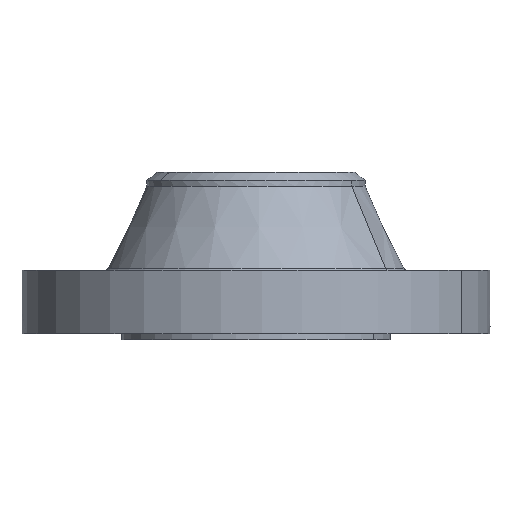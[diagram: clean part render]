
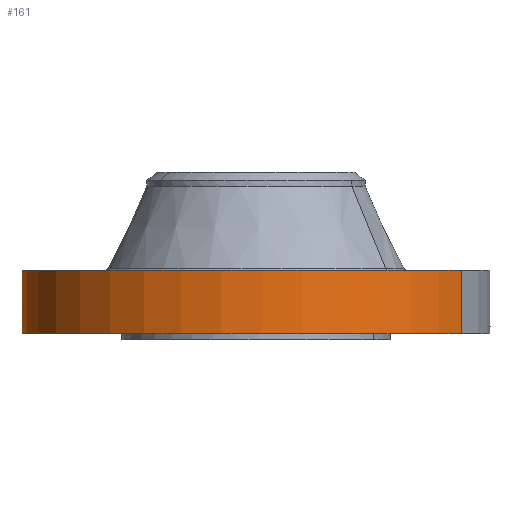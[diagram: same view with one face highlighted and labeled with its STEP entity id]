
A CAD part, left-side view. The second image highlights one B-rep face of the part: STEP entity #161.
In plain terms, the highlighted cylindrical face has radius 234.95 mm (diameter 469.9 mm), a partial arc.
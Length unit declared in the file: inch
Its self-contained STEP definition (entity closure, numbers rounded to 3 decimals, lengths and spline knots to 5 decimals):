
#38=AXIS2_PLACEMENT_3D('Cylinder Axis2P3D',#35,#36,#37) ;
#42=AXIS2_PLACEMENT_3D('Circle Axis2P3D',#40,#41,$) ;
#58=AXIS2_PLACEMENT_3D('Circle Axis2P3D',#56,#57,$) ;
#35=CARTESIAN_POINT('Axis2P3D Location',(0.,0.,3.315)) ;
#40=CARTESIAN_POINT('Axis2P3D Location',(0.,0.,0.25)) ;
#44=CARTESIAN_POINT('Vertex',(-4.43469,-8.11764,0.25)) ;
#46=CARTESIAN_POINT('Vertex',(4.43469,8.11764,0.25)) ;
#49=CARTESIAN_POINT('Line Origine',(-4.43469,-8.11764,1.5)) ;
#53=CARTESIAN_POINT('Vertex',(-4.43469,-8.11764,2.75)) ;
#56=CARTESIAN_POINT('Axis2P3D Location',(0.,0.,2.75)) ;
#60=CARTESIAN_POINT('Vertex',(4.43469,8.11764,2.75)) ;
#63=CARTESIAN_POINT('Line Origine',(4.43469,8.11764,1.5)) ;
#75=CARTESIAN_POINT('Control Point',(-0.05771,9.24982,1.28938)) ;
#76=CARTESIAN_POINT('Control Point',(-0.03888,9.24994,1.29249)) ;
#77=CARTESIAN_POINT('Control Point',(-0.0198,9.25,1.29408)) ;
#78=CARTESIAN_POINT('Control Point',(-0.00072,9.25,1.29412)) ;
#79=CARTESIAN_POINT('Vertex',(-0.0577,9.24982,1.28938)) ;
#81=CARTESIAN_POINT('Vertex',(-0.00072,9.25,1.29412)) ;
#85=CARTESIAN_POINT('Control Point',(-0.0577,9.24982,1.28938)) ;
#86=CARTESIAN_POINT('Control Point',(-0.09724,9.24957,1.2846)) ;
#87=CARTESIAN_POINT('Control Point',(-0.13604,9.24907,1.27262)) ;
#88=CARTESIAN_POINT('Control Point',(-0.17168,9.24841,1.2543)) ;
#89=CARTESIAN_POINT('Vertex',(-0.17168,9.24841,1.2543)) ;
#93=CARTESIAN_POINT('Control Point',(-0.03036,9.24995,0.53114)) ;
#94=CARTESIAN_POINT('Control Point',(-0.08669,9.24977,0.5383)) ;
#95=CARTESIAN_POINT('Control Point',(-0.14143,9.24916,0.55591)) ;
#96=CARTESIAN_POINT('Control Point',(-0.19185,9.24818,0.58347)) ;
#97=CARTESIAN_POINT('Control Point',(-0.26509,9.24632,0.64289)) ;
#98=CARTESIAN_POINT('Control Point',(-0.31715,9.24459,0.71928)) ;
#99=CARTESIAN_POINT('Control Point',(-0.33423,9.24398,0.75195)) ;
#100=CARTESIAN_POINT('Control Point',(-0.36816,9.2427,0.84021)) ;
#101=CARTESIAN_POINT('Control Point',(-0.37521,9.24238,0.93444)) ;
#102=CARTESIAN_POINT('Control Point',(-0.36908,9.24264,0.992)) ;
#103=CARTESIAN_POINT('Control Point',(-0.33963,9.24384,1.09109)) ;
#104=CARTESIAN_POINT('Control Point',(-0.28007,9.24582,1.17422)) ;
#105=CARTESIAN_POINT('Control Point',(-0.24811,9.24677,1.20684)) ;
#106=CARTESIAN_POINT('Control Point',(-0.21151,9.24767,1.23382)) ;
#107=CARTESIAN_POINT('Control Point',(-0.17168,9.24841,1.2543)) ;
#108=CARTESIAN_POINT('Vertex',(-0.03036,9.24995,0.53114)) ;
#112=CARTESIAN_POINT('Control Point',(-0.03036,9.24995,0.53114)) ;
#113=CARTESIAN_POINT('Control Point',(-0.02023,9.24998,0.53087)) ;
#114=CARTESIAN_POINT('Control Point',(-0.0101,9.25,0.53095)) ;
#115=CARTESIAN_POINT('Control Point',(0.,9.25,0.53137)) ;
#116=CARTESIAN_POINT('Vertex',(0.,9.25,0.53137)) ;
#120=CARTESIAN_POINT('Control Point',(0.1932,9.24798,0.58636)) ;
#121=CARTESIAN_POINT('Control Point',(0.14923,9.2489,0.56143)) ;
#122=CARTESIAN_POINT('Control Point',(0.10116,9.24963,0.54357)) ;
#123=CARTESIAN_POINT('Control Point',(0.05082,9.25,0.53353)) ;
#124=CARTESIAN_POINT('Control Point',(0.,9.25,0.53137)) ;
#125=CARTESIAN_POINT('Vertex',(0.1932,9.24798,0.58636)) ;
#129=CARTESIAN_POINT('Control Point',(0.1932,9.24798,0.58636)) ;
#130=CARTESIAN_POINT('Control Point',(0.22218,9.24738,0.6028)) ;
#131=CARTESIAN_POINT('Control Point',(0.2495,9.24669,0.62212)) ;
#132=CARTESIAN_POINT('Control Point',(0.27476,9.24596,0.64415)) ;
#133=CARTESIAN_POINT('Control Point',(0.34157,9.24383,0.71593)) ;
#134=CARTESIAN_POINT('Control Point',(0.38414,9.24206,0.80569)) ;
#135=CARTESIAN_POINT('Control Point',(0.39912,9.24137,0.87011)) ;
#136=CARTESIAN_POINT('Control Point',(0.39988,9.24138,0.98447)) ;
#137=CARTESIAN_POINT('Control Point',(0.3597,9.24303,1.08921)) ;
#138=CARTESIAN_POINT('Control Point',(0.3354,9.24398,1.13069)) ;
#139=CARTESIAN_POINT('Control Point',(0.26659,9.24637,1.21431)) ;
#140=CARTESIAN_POINT('Control Point',(0.17383,9.2486,1.26885)) ;
#141=CARTESIAN_POINT('Control Point',(0.11691,9.24955,1.28862)) ;
#142=CARTESIAN_POINT('Control Point',(0.05802,9.25,1.297)) ;
#143=CARTESIAN_POINT('Control Point',(-0.00003,9.25,1.29415)) ;
#144=CARTESIAN_POINT('Vertex',(-0.00003,9.25,1.29415)) ;
#148=CARTESIAN_POINT('Control Point',(-0.00072,9.25,1.29412)) ;
#149=CARTESIAN_POINT('Control Point',(-0.00037,9.25,1.29414)) ;
#150=CARTESIAN_POINT('Control Point',(-0.00003,9.25,1.29415)) ;
#36=DIRECTION('Axis2P3D Direction',(0.,0.,-0.039)) ;
#37=DIRECTION('Axis2P3D XDirection',(0.019,0.035,0.)) ;
#41=DIRECTION('Axis2P3D Direction',(0.,0.,-0.039)) ;
#50=DIRECTION('Vector Direction',(0.,0.,-0.039)) ;
#57=DIRECTION('Axis2P3D Direction',(0.,0.,-0.039)) ;
#64=DIRECTION('Vector Direction',(0.,0.,-0.039)) ;
#51=VECTOR('Line Direction',#50,0.03937) ;
#65=VECTOR('Line Direction',#64,0.03937) ;
#69=ORIENTED_EDGE('',*,*,#48,.F.) ;
#70=ORIENTED_EDGE('',*,*,#55,.T.) ;
#71=ORIENTED_EDGE('',*,*,#62,.T.) ;
#72=ORIENTED_EDGE('',*,*,#67,.F.) ;
#153=ORIENTED_EDGE('',*,*,#83,.F.) ;
#154=ORIENTED_EDGE('',*,*,#91,.T.) ;
#155=ORIENTED_EDGE('',*,*,#110,.F.) ;
#156=ORIENTED_EDGE('',*,*,#118,.T.) ;
#157=ORIENTED_EDGE('',*,*,#127,.F.) ;
#158=ORIENTED_EDGE('',*,*,#146,.T.) ;
#159=ORIENTED_EDGE('',*,*,#151,.F.) ;
#160=FACE_BOUND('',#152,.T.) ;
#161=ADVANCED_FACE('PartBody',(#73,#160),#39,.T.) ;
#74=B_SPLINE_CURVE_WITH_KNOTS('',3,(#75,#76,#77,#78),.UNSPECIFIED.,.F.,.U.,(4,4),(4.40401,6.52133),.UNSPECIFIED.) ;
#84=B_SPLINE_CURVE_WITH_KNOTS('',3,(#85,#86,#87,#88),.UNSPECIFIED.,.F.,.U.,(4,4),(0.,4.47508),.UNSPECIFIED.) ;
#92=B_SPLINE_CURVE_WITH_KNOTS('',5,(#93,#94,#95,#96,#97,#98,#99,#100,#101,#102,#103,#104,#105,#106,#107),.UNSPECIFIED.,.F.,.U.,(6,3,3,3,6),(0.,9.86881,16.44316,26.84713,35.18195),.UNSPECIFIED.) ;
#111=B_SPLINE_CURVE_WITH_KNOTS('',3,(#112,#113,#114,#115),.UNSPECIFIED.,.F.,.U.,(4,4),(0.,1.05612),.UNSPECIFIED.) ;
#119=B_SPLINE_CURVE_WITH_KNOTS('',4,(#120,#121,#122,#123,#124),.UNSPECIFIED.,.F.,.U.,(5,5),(0.,7.0816),.UNSPECIFIED.) ;
#128=B_SPLINE_CURVE_WITH_KNOTS('',5,(#129,#130,#131,#132,#133,#134,#135,#136,#137,#138,#139,#140,#141,#142,#143),.UNSPECIFIED.,.F.,.U.,(6,3,3,3,6),(0.,5.83481,17.11238,25.58844,36.43783),.UNSPECIFIED.) ;
#147=B_SPLINE_CURVE_WITH_KNOTS('',2,(#148,#149,#150),.UNSPECIFIED.,.F.,.U.,(3,3),(1.04307,1.06888),.UNSPECIFIED.) ;
#43=CIRCLE('generated circle',#42,9.25) ;
#59=CIRCLE('generated circle',#58,9.25) ;
#39=CYLINDRICAL_SURFACE('generated cylinder',#38,9.25) ;
#48=EDGE_CURVE('',#45,#47,#43,.T.) ;
#55=EDGE_CURVE('',#45,#54,#52,.F.) ;
#62=EDGE_CURVE('',#54,#61,#59,.T.) ;
#67=EDGE_CURVE('',#47,#61,#66,.F.) ;
#83=EDGE_CURVE('',#80,#82,#74,.T.) ;
#91=EDGE_CURVE('',#80,#90,#84,.T.) ;
#110=EDGE_CURVE('',#109,#90,#92,.T.) ;
#118=EDGE_CURVE('',#109,#117,#111,.T.) ;
#127=EDGE_CURVE('',#126,#117,#119,.T.) ;
#146=EDGE_CURVE('',#126,#145,#128,.T.) ;
#151=EDGE_CURVE('',#82,#145,#147,.T.) ;
#68=EDGE_LOOP('',(#69,#70,#71,#72)) ;
#152=EDGE_LOOP('',(#153,#154,#155,#156,#157,#158,#159)) ;
#73=FACE_OUTER_BOUND('',#68,.T.) ;
#52=LINE('Line',#49,#51) ;
#66=LINE('Line',#63,#65) ;
#45=VERTEX_POINT('',#44) ;
#47=VERTEX_POINT('',#46) ;
#54=VERTEX_POINT('',#53) ;
#61=VERTEX_POINT('',#60) ;
#80=VERTEX_POINT('',#79) ;
#82=VERTEX_POINT('',#81) ;
#90=VERTEX_POINT('',#89) ;
#109=VERTEX_POINT('',#108) ;
#117=VERTEX_POINT('',#116) ;
#126=VERTEX_POINT('',#125) ;
#145=VERTEX_POINT('',#144) ;
